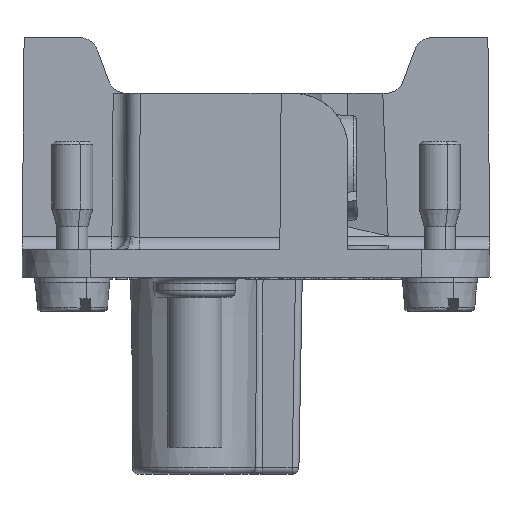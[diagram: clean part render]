
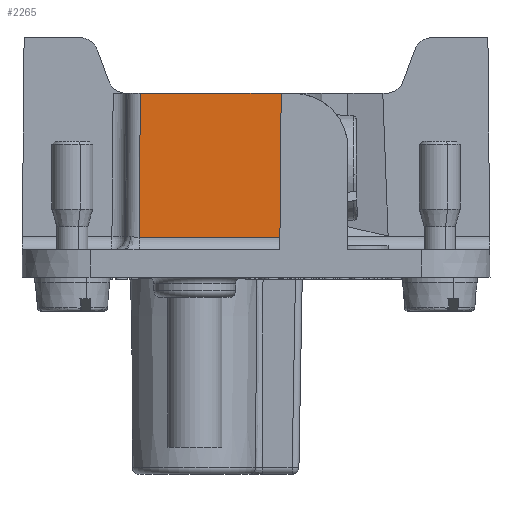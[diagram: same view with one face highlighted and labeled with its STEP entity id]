
A CAD part, left-side view. The second image highlights one B-rep face of the part: STEP entity #2265.
In plain terms, the highlighted planar face has unit normal (-1, 0, 0.009).
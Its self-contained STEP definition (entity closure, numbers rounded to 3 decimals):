
#889=FACE_OUTER_BOUND('',#10637,.T.);
#2265=ADVANCED_FACE('',(#889),#3698,.T.);
#3698=PLANE('',#26044);
#6032=LINE('',#37310,#8266);
#6067=LINE('',#37400,#8301);
#6068=LINE('',#37403,#8302);
#6069=LINE('',#37404,#8303);
#8266=VECTOR('',#28453,1.);
#8301=VECTOR('',#28532,1.);
#8302=VECTOR('',#28533,1.);
#8303=VECTOR('',#28534,1.);
#10637=EDGE_LOOP('',(#13028,#13029,#13030,#13031));
#13028=ORIENTED_EDGE('',*,*,#22607,.T.);
#13029=ORIENTED_EDGE('',*,*,#22608,.T.);
#13030=ORIENTED_EDGE('',*,*,#22558,.T.);
#13031=ORIENTED_EDGE('',*,*,#22609,.T.);
#20156=VERTEX_POINT('',#37309);
#20157=VERTEX_POINT('',#37311);
#20190=VERTEX_POINT('',#37401);
#20191=VERTEX_POINT('',#37402);
#22558=EDGE_CURVE('',#20157,#20156,#6032,.T.);
#22607=EDGE_CURVE('',#20190,#20191,#6067,.T.);
#22608=EDGE_CURVE('',#20191,#20157,#6068,.T.);
#22609=EDGE_CURVE('',#20156,#20190,#6069,.T.);
#26044=AXIS2_PLACEMENT_3D('',#37405,#28535,#28536);
#28453=DIRECTION('',(0.,1.,0.));
#28532=DIRECTION('',(0.,-1.,0.));
#28533=DIRECTION('',(0.009,-0.009,1.));
#28534=DIRECTION('',(-0.009,0.009,-1.));
#28535=DIRECTION('',(-1.,0.,0.009));
#28536=DIRECTION('',(0.009,0.,1.));
#37309=CARTESIAN_POINT('',(-31.45,8.5,13.5));
#37310=CARTESIAN_POINT('',(-31.45,7.1,13.5));
#37311=CARTESIAN_POINT('',(-31.45,-1.85,13.5));
#37400=CARTESIAN_POINT('',(-31.542,-9.966,2.879));
#37401=CARTESIAN_POINT('',(-31.542,8.592,2.879));
#37402=CARTESIAN_POINT('',(-31.542,-1.758,2.879));
#37403=CARTESIAN_POINT('',(-31.55,-1.75,2.034));
#37404=CARTESIAN_POINT('',(-31.549,8.599,2.162));
#37405=CARTESIAN_POINT('',(-31.55,-9.966,2.));
